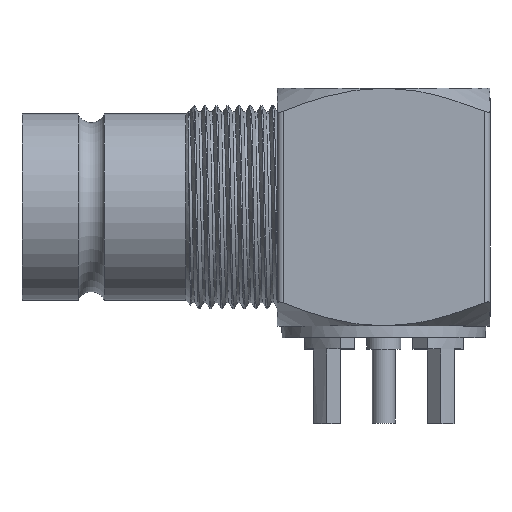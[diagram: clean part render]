
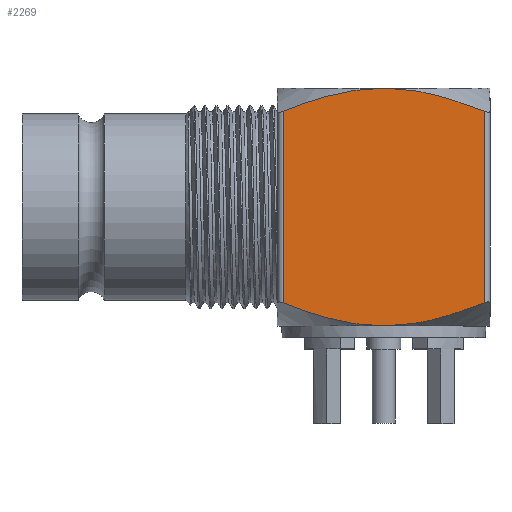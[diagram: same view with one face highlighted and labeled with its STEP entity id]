
A CAD part, top view. The second image highlights one B-rep face of the part: STEP entity #2269.
In plain terms, the highlighted planar face has unit normal (0, 0, 1).
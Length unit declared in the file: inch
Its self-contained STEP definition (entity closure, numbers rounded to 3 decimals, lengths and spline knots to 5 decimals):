
#243 = CARTESIAN_POINT ( 'NONE',  ( 0.66028, -0.20704, 0.18504 ) ) ;
#308 = PLANE ( 'NONE',  #2385 ) ;
#314 = CARTESIAN_POINT ( 'NONE',  ( 0.5115, 0.18794, 0.18504 ) ) ;
#373 = DIRECTION ( 'NONE',  ( -1., 0., 0. ) ) ;
#397 = VERTEX_POINT ( 'NONE', #1061 ) ;
#518 = ORIENTED_EDGE ( 'NONE', *, *, #3140, .T. ) ;
#552 = CARTESIAN_POINT ( 'NONE',  ( 0.74818, -0.18799, 0.18504 ) ) ;
#656 = DIRECTION ( 'NONE',  ( 0., 1., 0. ) ) ;
#775 = CARTESIAN_POINT ( 'NONE',  ( 0.45488, 0.16681, 0.18504 ) ) ;
#843 = CARTESIAN_POINT ( 'NONE',  ( 0.45488, -0.16681, 0.18504 ) ) ;
#865 = EDGE_CURVE ( 'NONE', #2163, #4376, #5563, .T. ) ;
#877 = CARTESIAN_POINT ( 'NONE',  ( 0.59964, 0.20594, 0.18504 ) ) ;
#1033 = CARTESIAN_POINT ( 'NONE',  ( 0.62992, -0.20704, 0.18504 ) ) ;
#1034 = VERTEX_POINT ( 'NONE', #4114 ) ;
#1061 = CARTESIAN_POINT ( 'NONE',  ( 0.62992, 0.20704, 0.18504 ) ) ;
#1316 = CARTESIAN_POINT ( 'NONE',  ( 0.56987, 0.20186, 0.18504 ) ) ;
#1350 = CARTESIAN_POINT ( 'NONE',  ( 0.61484, 0.20704, 0.18504 ) ) ;
#1503 = CARTESIAN_POINT ( 'NONE',  ( 0.62992, -0.20704, 0.18504 ) ) ;
#1668 = CARTESIAN_POINT ( 'NONE',  ( 0.62992, -0.20704, 0.18504 ) ) ;
#1765 = B_SPLINE_CURVE_WITH_KNOTS ( 'NONE', 3,
 ( #1033, #243, #4943, #552, #2216, #5917 ),
 .UNSPECIFIED., .F., .F.,
 ( 4, 2, 4 ),
 ( 0.00967, 0.01198, 0.01428 ),
 .UNSPECIFIED. ) ;
#1921 = CARTESIAN_POINT ( 'NONE',  ( 0.5115, -0.18794, 0.18504 ) ) ;
#2163 = VERTEX_POINT ( 'NONE', #3020 ) ;
#2216 = CARTESIAN_POINT ( 'NONE',  ( 0.77695, -0.17793, 0.18504 ) ) ;
#2269 = ADVANCED_FACE ( 'NONE', ( #3671 ), #308, .F. ) ;
#2304 = ORIENTED_EDGE ( 'NONE', *, *, #2586, .T. ) ;
#2318 = CARTESIAN_POINT ( 'NONE',  ( 0.45488, 0.16681, 0.18504 ) ) ;
#2340 = DIRECTION ( 'NONE',  ( 0., 0., -1. ) ) ;
#2350 = CARTESIAN_POINT ( 'NONE',  ( 0.48287, 0.17792, 0.18504 ) ) ;
#2385 = AXIS2_PLACEMENT_3D ( 'NONE', #6183, #2340, #373 ) ;
#2442 = CARTESIAN_POINT ( 'NONE',  ( 0.77695, 0.17793, 0.18504 ) ) ;
#2540 = ORIENTED_EDGE ( 'NONE', *, *, #2825, .T. ) ;
#2562 = EDGE_LOOP ( 'NONE', ( #518, #5665, #2540, #2304, #5395, #2804 ) ) ;
#2586 = EDGE_CURVE ( 'NONE', #1034, #4545, #3009, .T. ) ;
#2804 = ORIENTED_EDGE ( 'NONE', *, *, #3059, .F. ) ;
#2825 = EDGE_CURVE ( 'NONE', #4376, #1034, #1765, .T. ) ;
#2980 = B_SPLINE_CURVE_WITH_KNOTS ( 'NONE', 3,
 ( #4449, #6287, #3870, #5811, #2442, #3511 ),
 .UNSPECIFIED., .F., .F.,
 ( 4, 2, 4 ),
 ( 0.00967, 0.01198, 0.01428 ),
 .UNSPECIFIED. ) ;
#3009 = LINE ( 'NONE', #4013, #3213 ) ;
#3020 = CARTESIAN_POINT ( 'NONE',  ( 0.45488, -0.16681, 0.18504 ) ) ;
#3059 = EDGE_CURVE ( 'NONE', #3395, #397, #4529, .T. ) ;
#3140 = EDGE_CURVE ( 'NONE', #3395, #2163, #4256, .T. ) ;
#3213 = VECTOR ( 'NONE', #656, 39.37008 ) ;
#3259 = CARTESIAN_POINT ( 'NONE',  ( 0.62992, 0.20704, 0.18504 ) ) ;
#3302 = EDGE_CURVE ( 'NONE', #397, #4545, #2980, .T. ) ;
#3395 = VERTEX_POINT ( 'NONE', #2318 ) ;
#3410 = CARTESIAN_POINT ( 'NONE',  ( 0.80496, 0.16681, 0.18504 ) ) ;
#3471 = CARTESIAN_POINT ( 'NONE',  ( 0.59964, -0.20594, 0.18504 ) ) ;
#3511 = CARTESIAN_POINT ( 'NONE',  ( 0.80496, 0.16681, 0.18504 ) ) ;
#3671 = FACE_OUTER_BOUND ( 'NONE', #2562, .T. ) ;
#3709 = CARTESIAN_POINT ( 'NONE',  ( 0.45488, -0.18504, 0.18504 ) ) ;
#3843 = CARTESIAN_POINT ( 'NONE',  ( 0.55517, 0.1989, 0.18504 ) ) ;
#3870 = CARTESIAN_POINT ( 'NONE',  ( 0.6899, 0.20259, 0.18504 ) ) ;
#3954 = CARTESIAN_POINT ( 'NONE',  ( 0.56987, -0.20186, 0.18504 ) ) ;
#4013 = CARTESIAN_POINT ( 'NONE',  ( 0.80496, -0.18504, 0.18504 ) ) ;
#4114 = CARTESIAN_POINT ( 'NONE',  ( 0.80496, -0.16681, 0.18504 ) ) ;
#4256 = LINE ( 'NONE', #3709, #4331 ) ;
#4331 = VECTOR ( 'NONE', #6196, 39.37008 ) ;
#4376 = VERTEX_POINT ( 'NONE', #1668 ) ;
#4449 = CARTESIAN_POINT ( 'NONE',  ( 0.62992, 0.20704, 0.18504 ) ) ;
#4529 = B_SPLINE_CURVE_WITH_KNOTS ( 'NONE', 3,
 ( #775, #2350, #314, #3843, #1316, #877, #1350, #3259 ),
 .UNSPECIFIED., .F., .F.,
 ( 4, 2, 2, 4 ),
 ( 0.00508, 0.00738, 0.00852, 0.00967 ),
 .UNSPECIFIED. ) ;
#4545 = VERTEX_POINT ( 'NONE', #3410 ) ;
#4943 = CARTESIAN_POINT ( 'NONE',  ( 0.6899, -0.20259, 0.18504 ) ) ;
#5359 = CARTESIAN_POINT ( 'NONE',  ( 0.55517, -0.1989, 0.18504 ) ) ;
#5395 = ORIENTED_EDGE ( 'NONE', *, *, #3302, .F. ) ;
#5563 = B_SPLINE_CURVE_WITH_KNOTS ( 'NONE', 3,
 ( #843, #6230, #1921, #5359, #3954, #3471, #5895, #1503 ),
 .UNSPECIFIED., .F., .F.,
 ( 4, 2, 2, 4 ),
 ( 0.00508, 0.00738, 0.00852, 0.00967 ),
 .UNSPECIFIED. ) ;
#5665 = ORIENTED_EDGE ( 'NONE', *, *, #865, .T. ) ;
#5811 = CARTESIAN_POINT ( 'NONE',  ( 0.74818, 0.18799, 0.18504 ) ) ;
#5895 = CARTESIAN_POINT ( 'NONE',  ( 0.61484, -0.20704, 0.18504 ) ) ;
#5917 = CARTESIAN_POINT ( 'NONE',  ( 0.80496, -0.16681, 0.18504 ) ) ;
#6183 = CARTESIAN_POINT ( 'NONE',  ( 0.81496, -0.18504, 0.18504 ) ) ;
#6196 = DIRECTION ( 'NONE',  ( 0., -1., 0. ) ) ;
#6230 = CARTESIAN_POINT ( 'NONE',  ( 0.48287, -0.17792, 0.18504 ) ) ;
#6287 = CARTESIAN_POINT ( 'NONE',  ( 0.66028, 0.20704, 0.18504 ) ) ;
